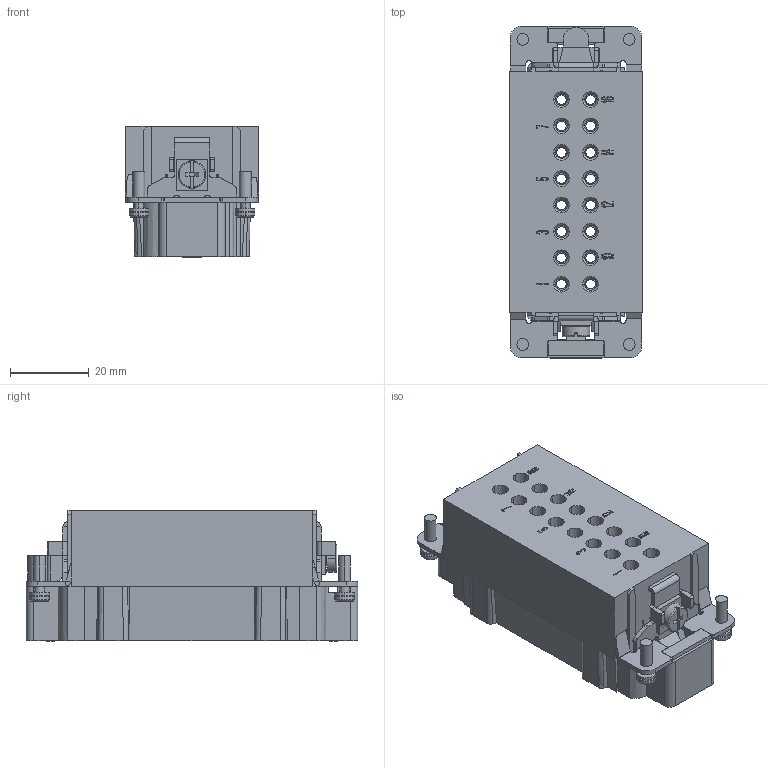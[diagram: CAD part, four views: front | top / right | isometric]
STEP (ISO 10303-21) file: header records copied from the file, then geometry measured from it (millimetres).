
FILE_DESCRIPTION((''),'2;1');
FILE_NAME('HVE-006-MC','2017-08-03T',('tl.yang'),(''),'PRO/ENGINEER BY PARAMETRIC TECHNOLOGY CORPORATION, 2011500','PRO/ENGINEER BY PARAMETRIC TECHNOLOGY CORPORATION, 2011500','');
FILE_SCHEMA(('CONFIG_CONTROL_DESIGN'));
Products named in the file (1): HVE-006-MC
Bounding box: 33.9 x 84.3 x 33.29 mm (x, y, z)
Volume: 46157.9 mm3; surface area: 23709.6 mm2
Topology: 1 solids, 3 shells, 1713 faces, 4544 edges, 2938 vertices
Faces by surface type: plane 1123, cylinder 288, cone 152, bspline 148, torus 2
Entity records: 56896 total; most frequent: CARTESIAN_POINT 14643, ORIENTED_EDGE 9088, DIRECTION 8235, EDGE_CURVE 4544, VECTOR 3273, LINE 3273, VERTEX_POINT 2938, AXIS2_PLACEMENT_3D 2481
